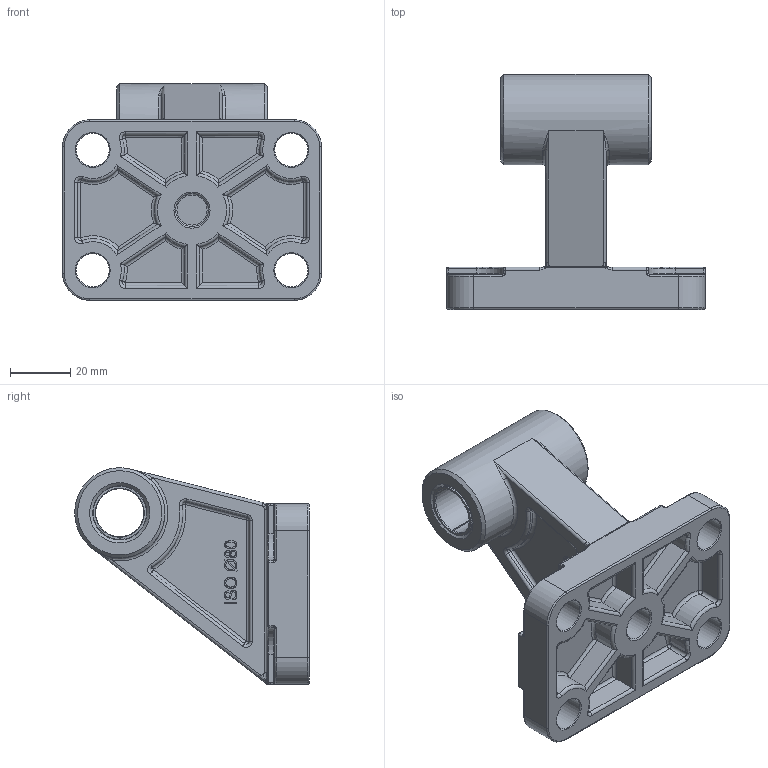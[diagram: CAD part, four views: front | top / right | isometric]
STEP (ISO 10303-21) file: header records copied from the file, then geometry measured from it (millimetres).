
FILE_DESCRIPTION((''),'2;1');
FILE_NAME('ASI080.stp','2013-11-15T09:58:33',('carlo.corazza'),(''),'Autodesk Inventor 2012','Autodesk Inventor 2012','');
FILE_SCHEMA(('AUTOMOTIVE_DESIGN { 1 0 10303 214 1 1 1 1 }'));
Length unit declared in the file: millimetre
Products named in the file (1): ASI080
Bounding box: 86 x 78 x 72 mm (x, y, z)
Volume: 102641.1 mm3; surface area: 31630.8 mm2
Topology: 1 solids, 1 shells, 461 faces, 1093 edges, 647 vertices
Faces by surface type: cylinder 149, bspline 104, plane 92, torus 76, cone 20, sphere 20
Full cylindrical faces by diameter (mm): 11 x5, 18 x1, 30 x1
Entity records: 16251 total; most frequent: CARTESIAN_POINT 5875, ORIENTED_EDGE 2092, DIRECTION 1932, EDGE_CURVE 1046, AXIS2_PLACEMENT_3D 760, VERTEX_POINT 630, EDGE_LOOP 514, STYLED_ITEM 462
